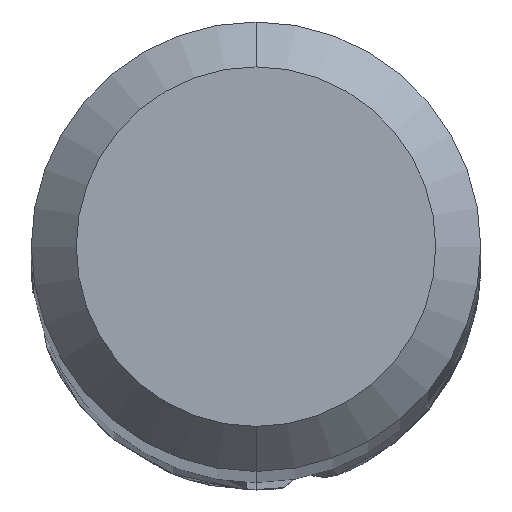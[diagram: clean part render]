
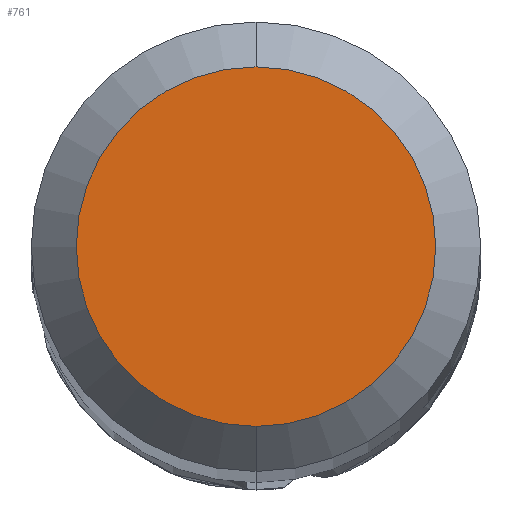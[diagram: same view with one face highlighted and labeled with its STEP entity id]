
A CAD part, top view. The second image highlights one B-rep face of the part: STEP entity #761.
In plain terms, the highlighted planar face has unit normal (0, 0, 1).
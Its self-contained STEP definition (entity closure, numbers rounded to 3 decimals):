
#761=ADVANCED_FACE('',(#2154),#2155,.T.);
#951=VERTEX_POINT('',#2357);
#1221=EDGE_CURVE('',#951,#1961,#2646,.T.);
#1473=EDGE_CURVE('',#1961,#951,#2919,.T.);
#1961=VERTEX_POINT('',#3454);
#2154=FACE_OUTER_BOUND('',#4009,.T.);
#2155=PLANE('',#4010);
#2357=CARTESIAN_POINT('',(0.,-1.2,0.0));
#2646=CIRCLE('',#6082,1.2);
#2919=CIRCLE('',#7333,1.2);
#3454=CARTESIAN_POINT('',(0.0,1.2,0.0));
#4009=EDGE_LOOP('',(#10531,#10532));
#4010=AXIS2_PLACEMENT_3D('',#10533,#10534,#10535);
#6082=AXIS2_PLACEMENT_3D('',#10994,#10995,#10996);
#7333=AXIS2_PLACEMENT_3D('',#11248,#11249,#11250);
#10531=ORIENTED_EDGE('',*,*,#1473,.F.);
#10532=ORIENTED_EDGE('',*,*,#1221,.F.);
#10533=CARTESIAN_POINT('',(0.0,0.6,0.0));
#10534=DIRECTION('',(-0.0,0.0,1.0));
#10535=DIRECTION('',(0.0,-1.0,0.0));
#10994=CARTESIAN_POINT('',(0.0,0.0,0.0));
#10995=DIRECTION('',(0.0,0.0,-1.0));
#10996=DIRECTION('',(0.0,1.0,0.0));
#11248=CARTESIAN_POINT('',(0.0,0.0,0.0));
#11249=DIRECTION('',(0.0,0.0,-1.0));
#11250=DIRECTION('',(0.0,1.0,0.0));
